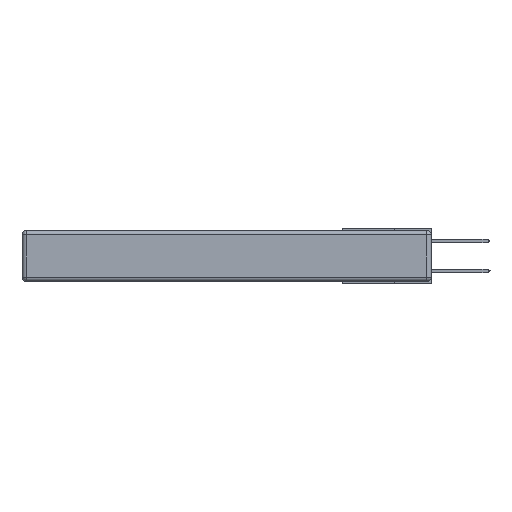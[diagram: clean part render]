
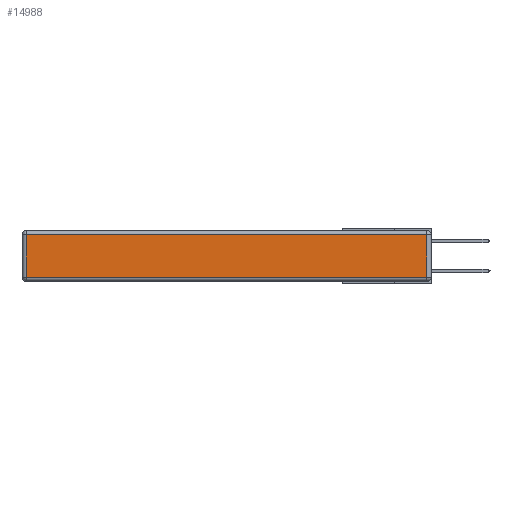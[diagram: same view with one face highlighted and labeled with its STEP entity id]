
A CAD part, left-side view. The second image highlights one B-rep face of the part: STEP entity #14988.
In plain terms, the highlighted planar face has unit normal (-1, 0, 0).
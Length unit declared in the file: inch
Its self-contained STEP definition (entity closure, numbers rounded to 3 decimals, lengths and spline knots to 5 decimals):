
#534 = VERTEX_POINT ( 'NONE', #4203 ) ;
#2205 = VECTOR ( 'NONE', #2553, 39.37008 ) ;
#2274 = AXIS2_PLACEMENT_3D ( 'NONE', #8959, #11444, #13977 ) ;
#2334 = DIRECTION ( 'NONE',  ( 0., 0., 1. ) ) ;
#2477 = DIRECTION ( 'NONE',  ( 0., 1., 0. ) ) ;
#2539 = CARTESIAN_POINT ( 'NONE',  ( 0., 2.72, -0.313 ) ) ;
#2553 = DIRECTION ( 'NONE',  ( 0., -1., 0. ) ) ;
#3572 = VERTEX_POINT ( 'NONE', #6825 ) ;
#4120 = CARTESIAN_POINT ( 'NONE',  ( 0., 2.72, -0.343 ) ) ;
#4203 = CARTESIAN_POINT ( 'NONE',  ( 0., 0.03, -0.313 ) ) ;
#4685 = ORIENTED_EDGE ( 'NONE', *, *, #6911, .T. ) ;
#4698 = LINE ( 'NONE', #4120, #8155 ) ;
#4776 = FACE_OUTER_BOUND ( 'NONE', #13035, .T. ) ;
#5265 = EDGE_CURVE ( 'NONE', #11883, #3572, #12721, .T. ) ;
#5722 = VECTOR ( 'NONE', #2477, 39.37008 ) ;
#6131 = CARTESIAN_POINT ( 'NONE',  ( 0., 2.75, -0.03 ) ) ;
#6825 = CARTESIAN_POINT ( 'NONE',  ( 0., 2.72, -0.03 ) ) ;
#6911 = EDGE_CURVE ( 'NONE', #3572, #14070, #4698, .T. ) ;
#7036 = EDGE_CURVE ( 'NONE', #14070, #534, #12082, .T. ) ;
#7626 = ORIENTED_EDGE ( 'NONE', *, *, #7036, .T. ) ;
#8155 = VECTOR ( 'NONE', #15304, 39.37008 ) ;
#8632 = CARTESIAN_POINT ( 'NONE',  ( 0., 0., -0.313 ) ) ;
#8959 = CARTESIAN_POINT ( 'NONE',  ( 0., 0., -0.343 ) ) ;
#9880 = LINE ( 'NONE', #13395, #14181 ) ;
#11444 = DIRECTION ( 'NONE',  ( -1., 0., 0. ) ) ;
#11883 = VERTEX_POINT ( 'NONE', #12889 ) ;
#12082 = LINE ( 'NONE', #8632, #2205 ) ;
#12721 = LINE ( 'NONE', #6131, #5722 ) ;
#12804 = PLANE ( 'NONE',  #2274 ) ;
#12889 = CARTESIAN_POINT ( 'NONE',  ( 0., 0.03, -0.03 ) ) ;
#13035 = EDGE_LOOP ( 'NONE', ( #7626, #13843, #15137, #4685 ) ) ;
#13395 = CARTESIAN_POINT ( 'NONE',  ( 0., 0.03, -0.343 ) ) ;
#13843 = ORIENTED_EDGE ( 'NONE', *, *, #13901, .T. ) ;
#13901 = EDGE_CURVE ( 'NONE', #534, #11883, #9880, .T. ) ;
#13977 = DIRECTION ( 'NONE',  ( 0., 0., 1. ) ) ;
#14070 = VERTEX_POINT ( 'NONE', #2539 ) ;
#14181 = VECTOR ( 'NONE', #2334, 39.37008 ) ;
#14988 = ADVANCED_FACE ( 'NONE', ( #4776 ), #12804, .T. ) ;
#15137 = ORIENTED_EDGE ( 'NONE', *, *, #5265, .T. ) ;
#15304 = DIRECTION ( 'NONE',  ( 0., 0., -1. ) ) ;
